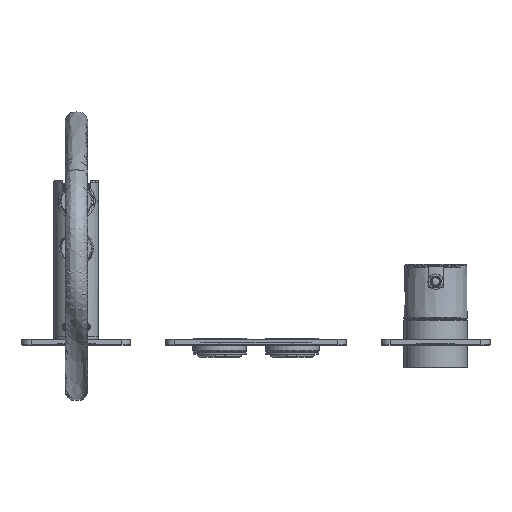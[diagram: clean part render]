
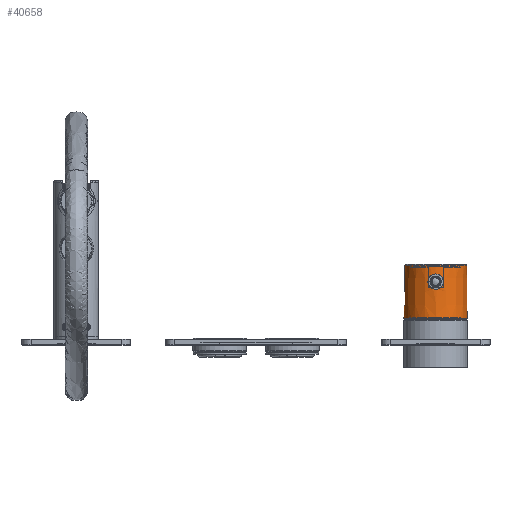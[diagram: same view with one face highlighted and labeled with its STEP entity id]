
A CAD part, front view. The second image highlights one B-rep face of the part: STEP entity #40658.
In plain terms, the highlighted conical face has half-angle 0.5 degrees and reference radius 0 mm.
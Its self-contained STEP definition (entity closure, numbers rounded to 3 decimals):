
#598=CONICAL_SURFACE('',#48183,0.,0.009);
#7237=B_SPLINE_CURVE_WITH_KNOTS('',3,(#85086,#85087,#85088,#85089,#85090,
#85091,#85092,#85093,#85094,#85095,#85096,#85097,#85098,#85099,#85100,#85101,
#85102,#85103,#85104),.UNSPECIFIED.,.T.,.F.,(1,1,1,1,1,1,1,1,1,1,1,1,1,
1,1,1,1,1,1,1,1,1,1),(-0.006,-0.004,-0.002,
0.,0.002,0.004,0.006,
0.008,0.011,0.013,0.015,
0.017,0.019,0.021,0.023,
0.025,0.027,0.03,0.032,
0.034,0.036,0.038,0.04),
 .UNSPECIFIED.);
#7238=B_SPLINE_CURVE_WITH_KNOTS('',3,(#85110,#85111,#85112,#85113,#85114,
#85115,#85116,#85117,#85118,#85119,#85120,#85121,#85122,#85123,#85124,#85125,
#85126,#85127,#85128),.UNSPECIFIED.,.T.,.F.,(1,1,1,1,1,1,1,1,1,1,1,1,1,
1,1,1,1,1,1,1,1,1,1),(0.01,0.012,0.014,
0.016,0.018,0.02,0.022,
0.024,0.026,0.028,0.03,
0.032,0.034,0.036,0.038,
0.04,0.042,0.044,0.046,
0.048,0.05,0.052,0.054),
 .UNSPECIFIED.);
#19137=ORIENTED_EDGE('',*,*,#25391,.T.);
#19138=ORIENTED_EDGE('',*,*,#25392,.T.);
#19139=ORIENTED_EDGE('',*,*,#25393,.F.);
#19140=ORIENTED_EDGE('',*,*,#25394,.F.);
#25391=EDGE_CURVE('',#29328,#29328,#7237,.T.);
#25392=EDGE_CURVE('',#29329,#29329,#31411,.T.);
#25393=EDGE_CURVE('',#29330,#29330,#31412,.F.);
#25394=EDGE_CURVE('',#29331,#29331,#7238,.F.);
#29328=VERTEX_POINT('',#85105);
#29329=VERTEX_POINT('',#85107);
#29330=VERTEX_POINT('',#85109);
#29331=VERTEX_POINT('',#85129);
#31411=CIRCLE('',#48184,20.998);
#31412=CIRCLE('',#48185,20.69);
#34465=EDGE_LOOP('',(#19137));
#34466=EDGE_LOOP('',(#19138));
#34467=EDGE_LOOP('',(#19139));
#34468=EDGE_LOOP('',(#19140));
#37747=FACE_BOUND('',#34465,.T.);
#37748=FACE_BOUND('',#34466,.T.);
#37749=FACE_BOUND('',#34467,.T.);
#37750=FACE_BOUND('',#34468,.T.);
#40658=ADVANCED_FACE('',(#37747,#37748,#37749,#37750),#598,.T.);
#48183=AXIS2_PLACEMENT_3D('',#85085,#58353,#58354);
#48184=AXIS2_PLACEMENT_3D('',#85106,#58355,#58356);
#48185=AXIS2_PLACEMENT_3D('',#85108,#58357,#58358);
#58353=DIRECTION('',(0.,-1.,0.));
#58354=DIRECTION('',(0.,0.,-1.));
#58355=DIRECTION('',(0.,1.,0.));
#58356=DIRECTION('',(0.,0.,1.));
#58357=DIRECTION('',(0.,-1.,0.));
#58358=DIRECTION('',(0.,0.,-1.));
#85085=CARTESIAN_POINT('',(0.,2406.362,0.));
#85086=CARTESIAN_POINT('',(-2.103,31.524,20.65));
#85087=CARTESIAN_POINT('',(-0.001,31.941,20.759));
#85088=CARTESIAN_POINT('',(2.106,31.523,20.65));
#85089=CARTESIAN_POINT('',(3.875,30.352,20.389));
#85090=CARTESIAN_POINT('',(5.069,28.595,20.127));
#85091=CARTESIAN_POINT('',(5.494,26.493,20.028));
#85092=CARTESIAN_POINT('',(5.064,24.397,20.166));
#85093=CARTESIAN_POINT('',(3.869,22.647,20.458));
#85094=CARTESIAN_POINT('',(2.103,21.48,20.738));
#85095=CARTESIAN_POINT('',(-0.004,21.063,20.854));
#85096=CARTESIAN_POINT('',(-2.102,21.48,20.738));
#85097=CARTESIAN_POINT('',(-3.872,22.649,20.458));
#85098=CARTESIAN_POINT('',(-5.064,24.4,20.166));
#85099=CARTESIAN_POINT('',(-5.494,26.493,20.028));
#85100=CARTESIAN_POINT('',(-5.07,28.593,20.127));
#85101=CARTESIAN_POINT('',(-3.873,30.354,20.389));
#85102=CARTESIAN_POINT('',(-2.103,31.524,20.65));
#85103=CARTESIAN_POINT('',(-0.001,31.941,20.759));
#85104=CARTESIAN_POINT('',(2.106,31.523,20.65));
#85105=CARTESIAN_POINT('',(0.,31.802,20.722));
#85106=CARTESIAN_POINT('',(0.,0.202,0.));
#85107=CARTESIAN_POINT('',(0.,0.202,20.998));
#85108=CARTESIAN_POINT('',(0.,35.504,0.));
#85109=CARTESIAN_POINT('',(0.,35.504,-20.69));
#85110=CARTESIAN_POINT('',(-4.754,26.687,-20.221));
#85111=CARTESIAN_POINT('',(-5.232,24.686,-20.115));
#85112=CARTESIAN_POINT('',(-4.9,22.664,-20.221));
#85113=CARTESIAN_POINT('',(-3.829,20.937,-20.478));
#85114=CARTESIAN_POINT('',(-2.189,19.747,-20.74));
#85115=CARTESIAN_POINT('',(-0.189,19.268,-20.865));
#85116=CARTESIAN_POINT('',(1.834,19.599,-20.778));
#85117=CARTESIAN_POINT('',(3.562,20.67,-20.531));
#85118=CARTESIAN_POINT('',(4.752,22.31,-20.261));
#85119=CARTESIAN_POINT('',(5.231,24.303,-20.118));
#85120=CARTESIAN_POINT('',(4.903,26.329,-20.187));
#85121=CARTESIAN_POINT('',(3.832,28.061,-20.414));
#85122=CARTESIAN_POINT('',(2.188,29.253,-20.657));
#85123=CARTESIAN_POINT('',(0.193,29.731,-20.774));
#85124=CARTESIAN_POINT('',(-1.832,29.402,-20.692));
#85125=CARTESIAN_POINT('',(-3.563,28.329,-20.463));
#85126=CARTESIAN_POINT('',(-4.754,26.687,-20.221));
#85127=CARTESIAN_POINT('',(-5.232,24.686,-20.115));
#85128=CARTESIAN_POINT('',(-4.9,22.664,-20.221));
#85129=CARTESIAN_POINT('',(-5.097,24.683,-20.15));
